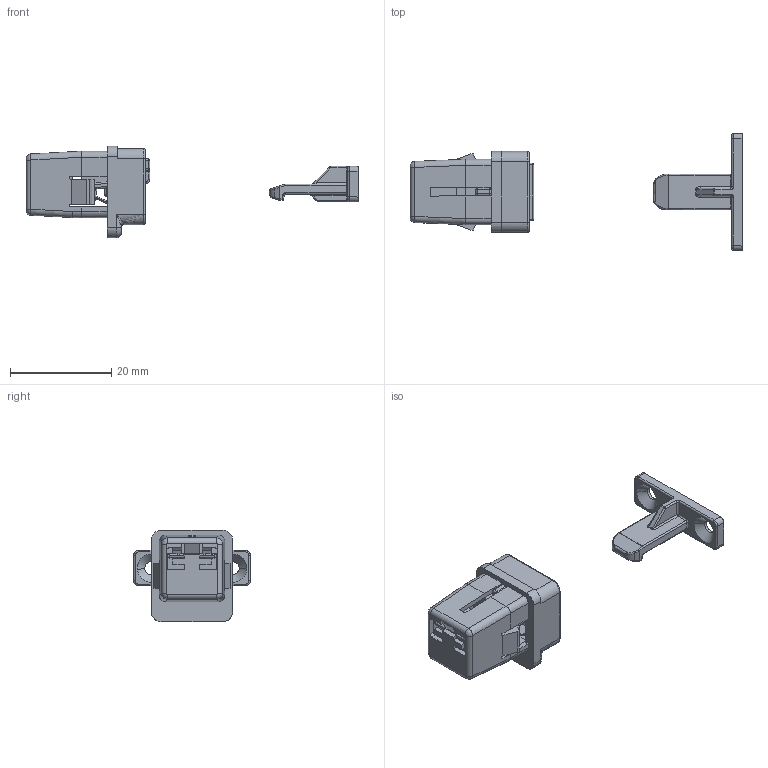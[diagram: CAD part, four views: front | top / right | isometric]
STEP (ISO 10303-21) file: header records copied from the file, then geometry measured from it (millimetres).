
FILE_DESCRIPTION((''),'2;1');
FILE_NAME('','2007-04-02T16:55:57',(''),(''),'','CADfix','');
FILE_SCHEMA(('AUTOMOTIVE_DESIGN { 1 0 10303 214 1 1 1 1 }'));
Length unit declared in the file: millimetre
Bounding box: 65.5 x 23 x 18.1 mm (x, y, z)
Volume: 3260.7 mm3; surface area: 4736.9 mm2
Topology: 3 solids, 3 shells, 444 faces, 1137 edges, 688 vertices
Faces by surface type: bspline 444
Entity records: 13919 total; most frequent: CARTESIAN_POINT 7485, ORIENTED_EDGE 2262, EDGE_CURVE 1131, QUASI_UNIFORM_CURVE 705, VERTEX_POINT 688, EDGE_LOOP 453, FACE_OUTER_BOUND 444, ADVANCED_FACE 444
